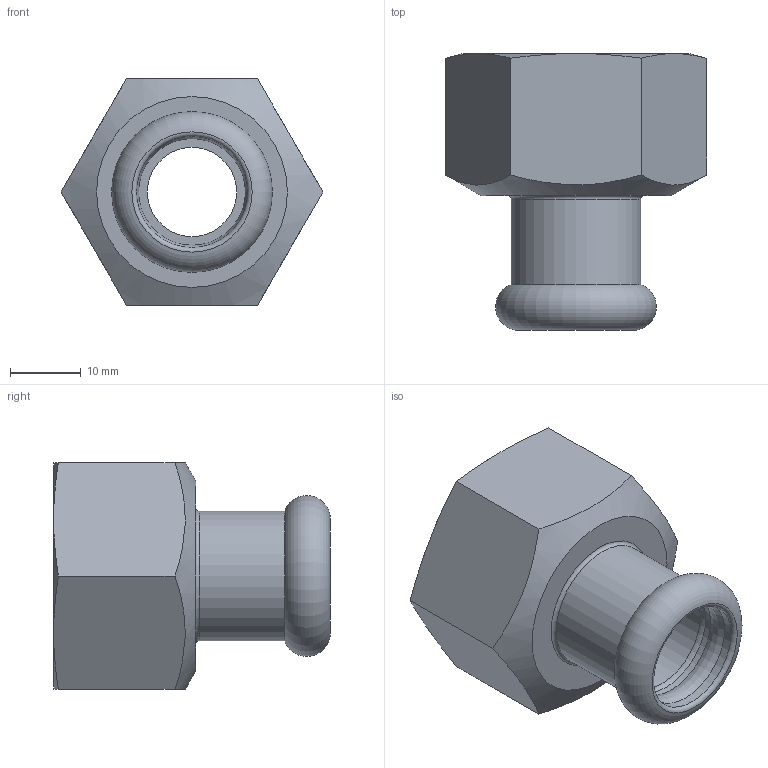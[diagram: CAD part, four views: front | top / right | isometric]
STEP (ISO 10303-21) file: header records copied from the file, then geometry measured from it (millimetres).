
FILE_DESCRIPTION(/* description */ ('MANICOTTO FILETTATO FEMMINA 3/4"x15'),/* implementation_level */ '2;1');
FILE_NAME(/* name */ '190304015_Inoxpres.stp',/* time_stamp */ '2022-10-12T09:20:37+02:00',/* author */ ('Vault'),/* organization */ ('Raccorderie metalliche s.p.a. '),/* preprocessor_version */ 'ST-DEVELOPER v18.1',/* originating_system */ 'Autodesk Inventor 2020',/* authorisation */ 'Raccorderie metalliche s.p.a. ');
FILE_SCHEMA (('AUTOMOTIVE_DESIGN { 1 0 10303 214 3 1 1 }'));
Length unit declared in the file: millimetre
Products named in the file (1): 190304015_Inoxpres
Bounding box: 36.95 x 39 x 32 mm (x, y, z)
Volume: 9351.7 mm3; surface area: 7269.7 mm2
Topology: 1 solids, 1 shells, 32 faces, 90 edges, 62 vertices
Faces by surface type: plane 10, cone 10, cylinder 7, torus 5
Full cylindrical faces by diameter (mm): 12.6 x1, 15.3 x1, 15.7 x2, 18.3 x1, 26.41 x1, 28 x1
Entity records: 1096 total; most frequent: CARTESIAN_POINT 223, DIRECTION 185, ORIENTED_EDGE 180, EDGE_CURVE 90, AXIS2_PLACEMENT_3D 81, VERTEX_POINT 62, CIRCLE 48, EDGE_LOOP 36
